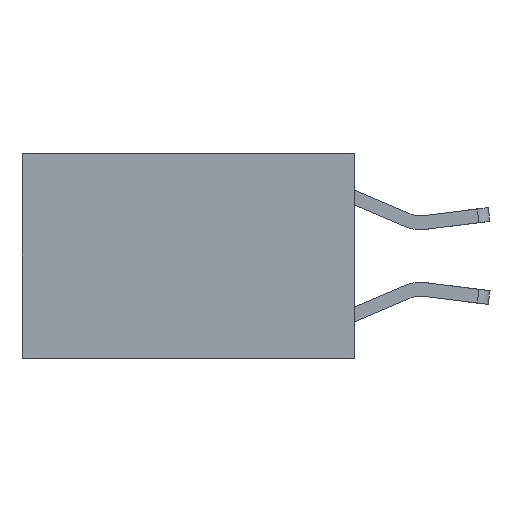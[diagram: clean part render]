
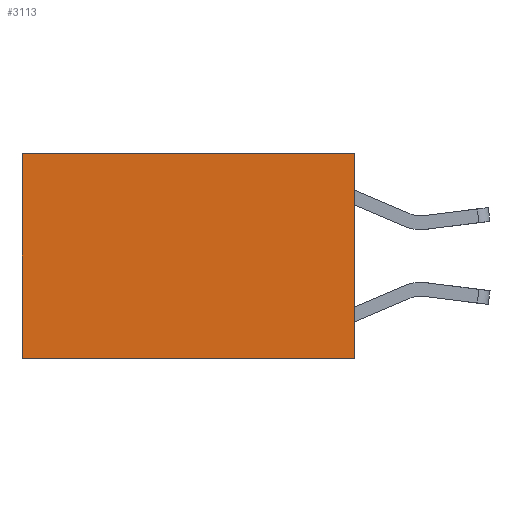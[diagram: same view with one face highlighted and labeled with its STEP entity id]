
A CAD part, left-side view. The second image highlights one B-rep face of the part: STEP entity #3113.
In plain terms, the highlighted planar face has unit normal (-1, 0, 0).
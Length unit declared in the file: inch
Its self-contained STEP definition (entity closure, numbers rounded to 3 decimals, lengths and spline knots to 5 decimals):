
#104 = DIRECTION ( 'NONE',  ( 0., 0., -1. ) ) ;
#171 = ORIENTED_EDGE ( 'NONE', *, *, #3536, .T. ) ;
#418 = VECTOR ( 'NONE', #4721, 39.37008 ) ;
#525 = VECTOR ( 'NONE', #10017, 39.37008 ) ;
#799 = VECTOR ( 'NONE', #5290, 39.37008 ) ;
#927 = LINE ( 'NONE', #3701, #799 ) ;
#1024 = LINE ( 'NONE', #10429, #2477 ) ;
#1383 = EDGE_CURVE ( 'NONE', #3292, #8485, #10286, .T. ) ;
#1419 = ORIENTED_EDGE ( 'NONE', *, *, #1383, .F. ) ;
#1573 = ORIENTED_EDGE ( 'NONE', *, *, #7275, .F. ) ;
#2477 = VECTOR ( 'NONE', #6254, 39.37008 ) ;
#3113 = ADVANCED_FACE ( 'NONE', ( #7885 ), #10180, .F. ) ;
#3292 = VERTEX_POINT ( 'NONE', #4042 ) ;
#3536 = EDGE_CURVE ( 'NONE', #5152, #8485, #1024, .T. ) ;
#3701 = CARTESIAN_POINT ( 'NONE',  ( 0.2625, 0., 0. ) ) ;
#4042 = CARTESIAN_POINT ( 'NONE',  ( 0.2625, 0., -0.37 ) ) ;
#4721 = DIRECTION ( 'NONE',  ( 0., 1., 0. ) ) ;
#4982 = CARTESIAN_POINT ( 'NONE',  ( 0.2625, 0.6, -0.37 ) ) ;
#5152 = VERTEX_POINT ( 'NONE', #7476 ) ;
#5185 = CARTESIAN_POINT ( 'NONE',  ( 0.2625, 0., 0. ) ) ;
#5290 = DIRECTION ( 'NONE',  ( 0., 0., -1. ) ) ;
#6254 = DIRECTION ( 'NONE',  ( 0., 0., -1. ) ) ;
#7275 = EDGE_CURVE ( 'NONE', #8084, #3292, #927, .T. ) ;
#7476 = CARTESIAN_POINT ( 'NONE',  ( 0.2625, 0.6, 0. ) ) ;
#7576 = AXIS2_PLACEMENT_3D ( 'NONE', #5185, #8498, #104 ) ;
#7606 = EDGE_CURVE ( 'NONE', #8084, #5152, #9598, .T. ) ;
#7885 = FACE_OUTER_BOUND ( 'NONE', #8792, .T. ) ;
#8013 = CARTESIAN_POINT ( 'NONE',  ( 0.2625, 0., -0.37 ) ) ;
#8084 = VERTEX_POINT ( 'NONE', #8223 ) ;
#8223 = CARTESIAN_POINT ( 'NONE',  ( 0.2625, 0., 0. ) ) ;
#8426 = CARTESIAN_POINT ( 'NONE',  ( 0.2625, 0., 0. ) ) ;
#8485 = VERTEX_POINT ( 'NONE', #4982 ) ;
#8498 = DIRECTION ( 'NONE',  ( 1., 0., 0. ) ) ;
#8792 = EDGE_LOOP ( 'NONE', ( #171, #1419, #1573, #9178 ) ) ;
#9178 = ORIENTED_EDGE ( 'NONE', *, *, #7606, .T. ) ;
#9598 = LINE ( 'NONE', #8426, #525 ) ;
#10017 = DIRECTION ( 'NONE',  ( 0., 1., 0. ) ) ;
#10180 = PLANE ( 'NONE',  #7576 ) ;
#10286 = LINE ( 'NONE', #8013, #418 ) ;
#10429 = CARTESIAN_POINT ( 'NONE',  ( 0.2625, 0.6, 0. ) ) ;
